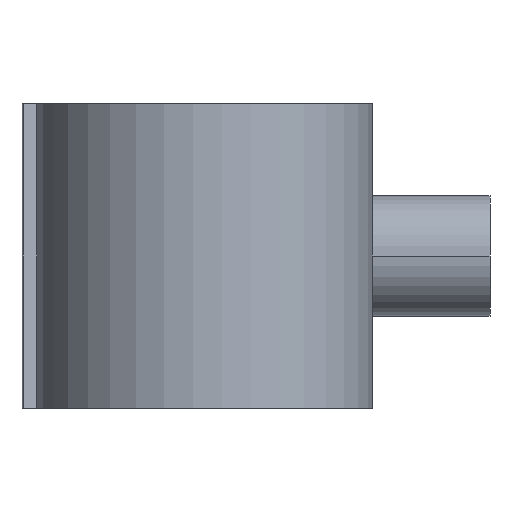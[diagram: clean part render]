
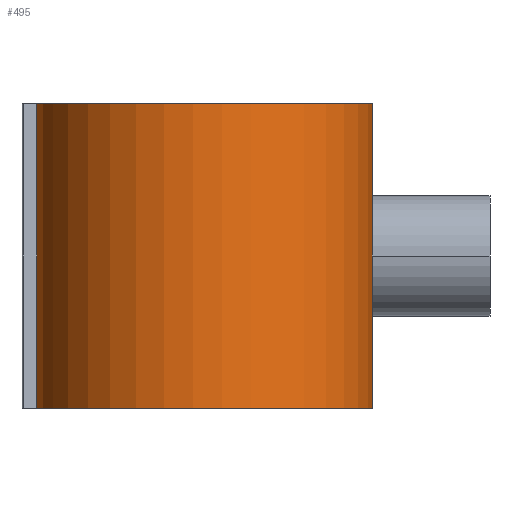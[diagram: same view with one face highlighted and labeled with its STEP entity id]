
A CAD part, front view. The second image highlights one B-rep face of the part: STEP entity #495.
In plain terms, the highlighted cylindrical face has radius 88.4 mm (diameter 176.8 mm), a partial arc.
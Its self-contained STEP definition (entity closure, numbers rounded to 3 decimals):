
#243 = VERTEX_POINT( '', #673 );
#293 = VERTEX_POINT( '', #727 );
#339 = EDGE_CURVE( '', #293, #243, #782, .T. );
#419 = VERTEX_POINT( '', #871 );
#487 = EDGE_CURVE( '', #243, #489, #946, .T. );
#489 = VERTEX_POINT( '', #948 );
#495 = ADVANCED_FACE( '', ( #955 ), #956, .T. );
#535 = EDGE_CURVE( '', #419, #489, #1001, .T. );
#571 = EDGE_CURVE( '', #419, #293, #1041, .T. );
#673 = CARTESIAN_POINT( '', ( 87.893, 9.45, -80. ) );
#727 = CARTESIAN_POINT( '', ( -87.893, -9.45, -80. ) );
#782 = CIRCLE( '', #1487, 88.4 );
#871 = CARTESIAN_POINT( '', ( -87.893, -9.45, 80. ) );
#946 = LINE( '', #1931, #1932 );
#948 = CARTESIAN_POINT( '', ( 87.893, 9.45, 80. ) );
#955 = FACE_OUTER_BOUND( '', #1942, .T. );
#956 = CYLINDRICAL_SURFACE( '', #1943, 88.4 );
#1001 = CIRCLE( '', #1999, 88.4 );
#1041 = LINE( '', #2051, #2052 );
#1487 = AXIS2_PLACEMENT_3D( '', #2398, #2399, #2400 );
#1931 = CARTESIAN_POINT( '', ( 87.893, 9.45, 80. ) );
#1932 = VECTOR( '', #2603, 1. );
#1942 = EDGE_LOOP( '', ( #2616, #2617, #2618, #2619 ) );
#1943 = AXIS2_PLACEMENT_3D( '', #2620, #2621, #2622 );
#1999 = AXIS2_PLACEMENT_3D( '', #2673, #2674, #2675 );
#2051 = CARTESIAN_POINT( '', ( -87.893, -9.45, 80. ) );
#2052 = VECTOR( '', #2723, 1. );
#2398 = CARTESIAN_POINT( '', ( 0., 0., -80. ) );
#2399 = DIRECTION( '', ( 0., 0., 1. ) );
#2400 = DIRECTION( '', ( -0.994, -0.107, 0. ) );
#2603 = DIRECTION( '', ( 0., 0., 1. ) );
#2616 = ORIENTED_EDGE( '', *, *, #487, .T. );
#2617 = ORIENTED_EDGE( '', *, *, #535, .F. );
#2618 = ORIENTED_EDGE( '', *, *, #571, .T. );
#2619 = ORIENTED_EDGE( '', *, *, #339, .T. );
#2620 = CARTESIAN_POINT( '', ( 0., 0., 80. ) );
#2621 = DIRECTION( '', ( 0., 0., 1. ) );
#2622 = DIRECTION( '', ( -0.994, -0.107, 0. ) );
#2673 = CARTESIAN_POINT( '', ( 0., 0., 80. ) );
#2674 = DIRECTION( '', ( 0., 0., 1. ) );
#2675 = DIRECTION( '', ( -0.994, -0.107, 0. ) );
#2723 = DIRECTION( '', ( 0., 0., -1. ) );
